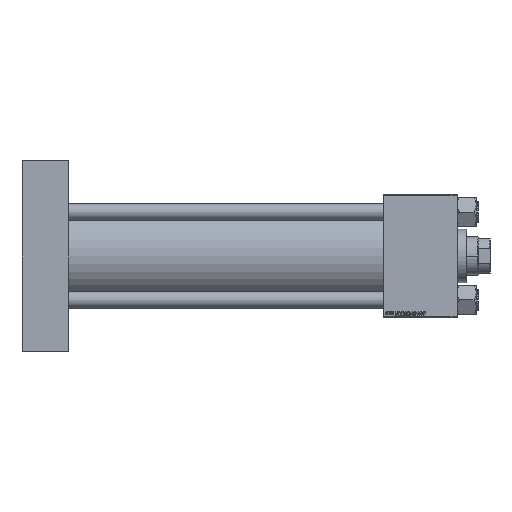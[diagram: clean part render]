
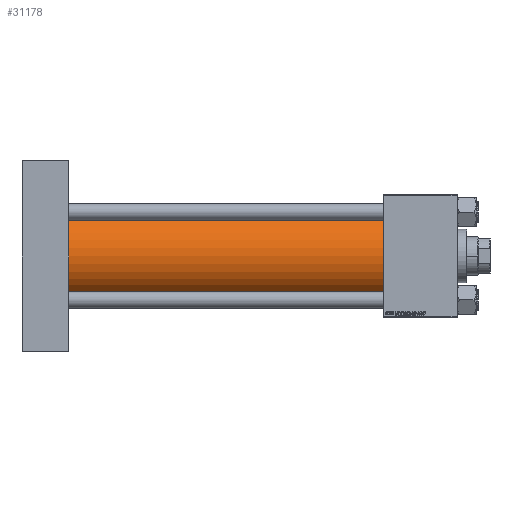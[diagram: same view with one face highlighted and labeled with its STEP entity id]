
A CAD part, front view. The second image highlights one B-rep face of the part: STEP entity #31178.
In plain terms, the highlighted cylindrical face has radius 43 mm (diameter 86 mm), a partial arc.
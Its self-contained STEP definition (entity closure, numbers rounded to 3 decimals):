
#2455 = CARTESIAN_POINT ( 'NONE',  ( 340., 0., -43. ) ) ;
#5094 = DIRECTION ( 'NONE',  ( 1., 0., 0. ) ) ;
#7123 = CARTESIAN_POINT ( 'NONE',  ( 44., 0., 43. ) ) ;
#7662 = ORIENTED_EDGE ( 'NONE', *, *, #10954, .F. ) ;
#10954 = EDGE_CURVE ( 'NONE', #26658, #48023, #47222, .T. ) ;
#11805 = CARTESIAN_POINT ( 'NONE',  ( 340., 0., 43. ) ) ;
#12492 = ORIENTED_EDGE ( 'NONE', *, *, #30352, .T. ) ;
#12524 = VERTEX_POINT ( 'NONE', #41728 ) ;
#13383 = CARTESIAN_POINT ( 'NONE',  ( 340., 0., 0. ) ) ;
#19299 = ORIENTED_EDGE ( 'NONE', *, *, #40926, .F. ) ;
#19513 = DIRECTION ( 'NONE',  ( -1., 0., 0. ) ) ;
#19656 = AXIS2_PLACEMENT_3D ( 'NONE', #30296, #50512, #25750 ) ;
#21518 = CARTESIAN_POINT ( 'NONE',  ( 44., 0., -43. ) ) ;
#22096 = CARTESIAN_POINT ( 'NONE',  ( 44., 0., 0. ) ) ;
#23498 = CIRCLE ( 'NONE', #36160, 43. ) ;
#23779 = VERTEX_POINT ( 'NONE', #7123 ) ;
#25016 = AXIS2_PLACEMENT_3D ( 'NONE', #13383, #5094, #45847 ) ;
#25750 = DIRECTION ( 'NONE',  ( 0., 0., 1. ) ) ;
#26658 = VERTEX_POINT ( 'NONE', #32759 ) ;
#28054 = DIRECTION ( 'NONE',  ( -1., 0., 0. ) ) ;
#30296 = CARTESIAN_POINT ( 'NONE',  ( 340., 0., 0. ) ) ;
#30352 = EDGE_CURVE ( 'NONE', #12524, #23779, #40849, .T. ) ;
#31178 = ADVANCED_FACE ( 'NONE', ( #34552 ), #46531, .T. ) ;
#32759 = CARTESIAN_POINT ( 'NONE',  ( 340., 0., -43. ) ) ;
#33222 = EDGE_LOOP ( 'NONE', ( #7662, #19299, #12492, #52538 ) ) ;
#33318 = VECTOR ( 'NONE', #19513, 1000. ) ;
#34552 = FACE_OUTER_BOUND ( 'NONE', #33222, .T. ) ;
#36160 = AXIS2_PLACEMENT_3D ( 'NONE', #22096, #51813, #48104 ) ;
#40849 = LINE ( 'NONE', #11805, #44296 ) ;
#40926 = EDGE_CURVE ( 'NONE', #12524, #26658, #51350, .T. ) ;
#41728 = CARTESIAN_POINT ( 'NONE',  ( 340., 0., 43. ) ) ;
#44296 = VECTOR ( 'NONE', #28054, 1000. ) ;
#45847 = DIRECTION ( 'NONE',  ( 0., 0., -1. ) ) ;
#46531 = CYLINDRICAL_SURFACE ( 'NONE', #19656, 43. ) ;
#46930 = EDGE_CURVE ( 'NONE', #23779, #48023, #23498, .T. ) ;
#47222 = LINE ( 'NONE', #2455, #33318 ) ;
#48023 = VERTEX_POINT ( 'NONE', #21518 ) ;
#48104 = DIRECTION ( 'NONE',  ( 0., 0., 1. ) ) ;
#50512 = DIRECTION ( 'NONE',  ( -1., 0., 0. ) ) ;
#51350 = CIRCLE ( 'NONE', #25016, 43. ) ;
#51813 = DIRECTION ( 'NONE',  ( 1., 0., 0. ) ) ;
#52538 = ORIENTED_EDGE ( 'NONE', *, *, #46930, .T. ) ;
